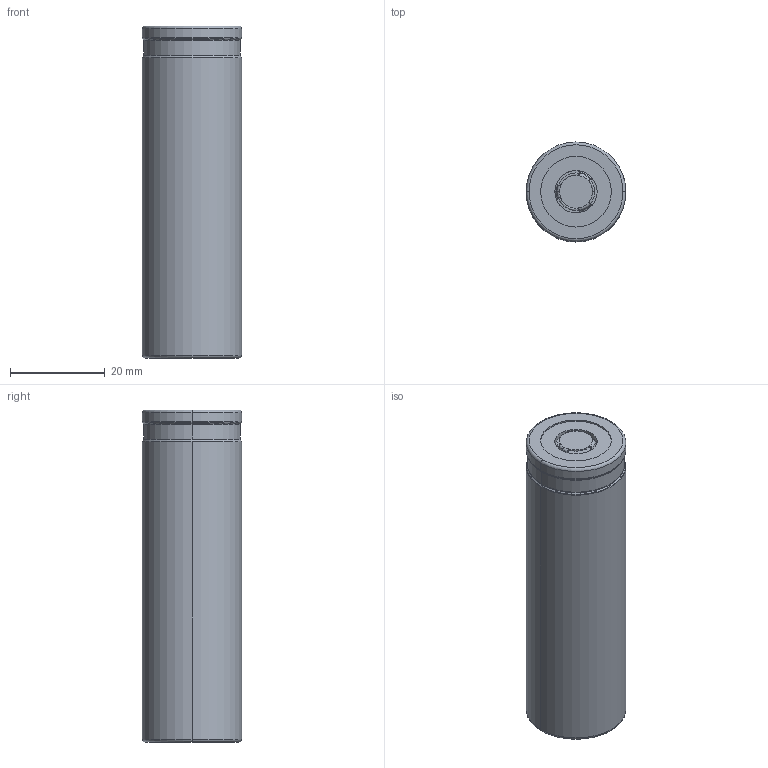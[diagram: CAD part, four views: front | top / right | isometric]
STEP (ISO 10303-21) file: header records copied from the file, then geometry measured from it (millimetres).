
FILE_DESCRIPTION (( 'STEP AP214' ), '1' );
FILE_NAME ('Sony US21700VTC6A.STEP', '2021-01-22T20:16:47', ( '' ), ( '' ), 'SwSTEP 2.0', 'SolidWorks 2018', '' );
FILE_SCHEMA (( 'AUTOMOTIVE_DESIGN' ));
Length unit declared in the file: millimetre
Products named in the file (1): Sony US21700VTC6A
Bounding box: 21 x 21 x 70 mm (x, y, z)
Volume: 1885.9 mm3; surface area: 11405.6 mm2
Topology: 3 solids, 3 shells, 462 faces, 1223 edges, 791 vertices
Faces by surface type: bspline 227, plane 106, cylinder 59, torus 50, cone 20
Entity records: 28631 total; most frequent: CARTESIAN_POINT 13714, ORIENTED_EDGE 2446, DIRECTION 1324, EDGE_CURVE 1223, VERTEX_POINT 791, B_SPLINE_CURVE_WITH_KNOTS 575, EDGE_LOOP 492, UNCERTAINTY_MEASURE_WITH_UNIT 467
